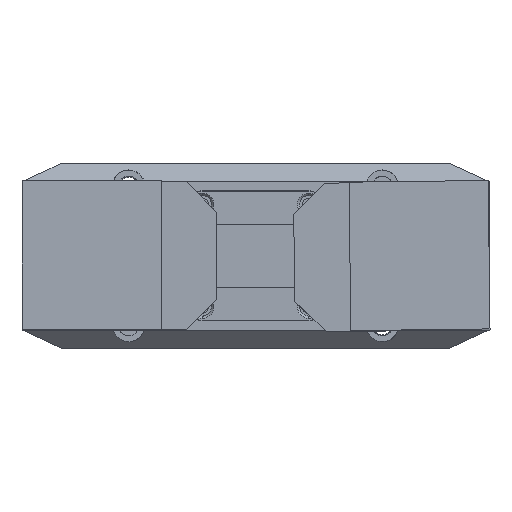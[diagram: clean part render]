
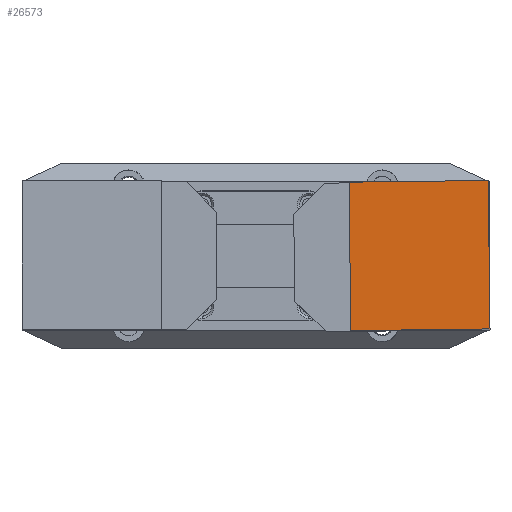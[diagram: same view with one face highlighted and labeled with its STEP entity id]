
A CAD part, top view. The second image highlights one B-rep face of the part: STEP entity #26573.
In plain terms, the highlighted planar face has unit normal (0, 0, 1).
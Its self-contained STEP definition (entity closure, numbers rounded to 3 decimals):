
#26474=CARTESIAN_POINT('Vertex',(-31.5,24.,150.)) ;
#26488=CARTESIAN_POINT('Vertex',(-31.5,-24.,150.)) ;
#26491=CARTESIAN_POINT('Line Origine',(-31.5,0.,150.)) ;
#26543=CARTESIAN_POINT('Axis2P3D Location',(0.,0.,150.)) ;
#26548=CARTESIAN_POINT('Line Origine',(-9.,24.,150.)) ;
#26552=CARTESIAN_POINT('Vertex',(13.5,24.,150.)) ;
#26555=CARTESIAN_POINT('Line Origine',(-9.,-24.,150.)) ;
#26559=CARTESIAN_POINT('Vertex',(13.5,-24.,150.)) ;
#26562=CARTESIAN_POINT('Line Origine',(13.5,0.,150.)) ;
#26492=DIRECTION('Vector Direction',(0.,1.,0.)) ;
#26544=DIRECTION('Axis2P3D Direction',(0.,0.,1.)) ;
#26545=DIRECTION('Axis2P3D XDirection',(1.,0.,0.)) ;
#26549=DIRECTION('Vector Direction',(1.,0.,0.)) ;
#26556=DIRECTION('Vector Direction',(-1.,0.,0.)) ;
#26563=DIRECTION('Vector Direction',(0.,1.,0.)) ;
#26546=AXIS2_PLACEMENT_3D('Plane Axis2P3D',#26543,#26544,#26545) ;
#26568=ORIENTED_EDGE('',*,*,#26554,.T.) ;
#26569=ORIENTED_EDGE('',*,*,#26495,.T.) ;
#26570=ORIENTED_EDGE('',*,*,#26561,.T.) ;
#26571=ORIENTED_EDGE('',*,*,#26566,.F.) ;
#26493=VECTOR('Line Direction',#26492,1.) ;
#26550=VECTOR('Line Direction',#26549,1.) ;
#26557=VECTOR('Line Direction',#26556,1.) ;
#26564=VECTOR('Line Direction',#26563,1.) ;
#26573=ADVANCED_FACE('PartBody',(#26572),#26547,.T.) ;
#26495=EDGE_CURVE('',#26475,#26489,#26494,.F.) ;
#26554=EDGE_CURVE('',#26553,#26475,#26551,.F.) ;
#26561=EDGE_CURVE('',#26489,#26560,#26558,.F.) ;
#26566=EDGE_CURVE('',#26553,#26560,#26565,.F.) ;
#26567=EDGE_LOOP('',(#26568,#26569,#26570,#26571)) ;
#26572=FACE_OUTER_BOUND('',#26567,.T.) ;
#26494=LINE('Line',#26491,#26493) ;
#26551=LINE('Line',#26548,#26550) ;
#26558=LINE('Line',#26555,#26557) ;
#26565=LINE('Line',#26562,#26564) ;
#26547=PLANE('',#26546) ;
#26475=VERTEX_POINT('',#26474) ;
#26489=VERTEX_POINT('',#26488) ;
#26553=VERTEX_POINT('',#26552) ;
#26560=VERTEX_POINT('',#26559) ;
